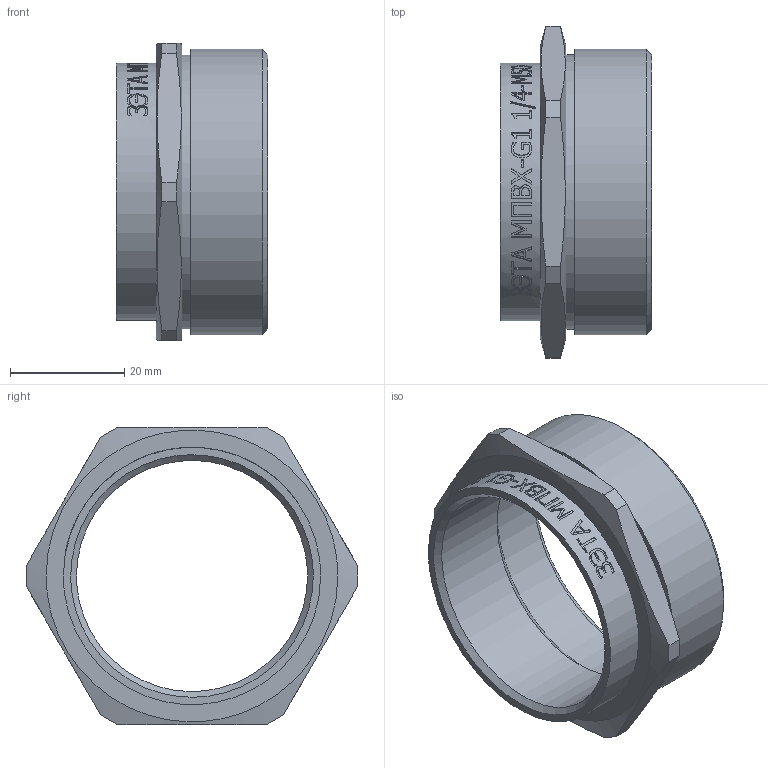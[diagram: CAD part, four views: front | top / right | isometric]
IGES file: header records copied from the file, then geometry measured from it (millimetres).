
Global section: file name: 61 MPVX-G1 1_4-M50; native system: Autodesk Inventor 2015; preprocessor: unknown; author: Борисов Е.В.,,11,0,; ; date: 20161002.105445; units: millimetre
Bounding box: 26.5 x 58.04 x 52 mm (x, y, z)
Volume: 13908 mm3; surface area: 9569.5 mm2
Topology: 1 solids, 1 shells, 283 faces, 776 edges, 521 vertices
Faces by surface type: bspline 283
